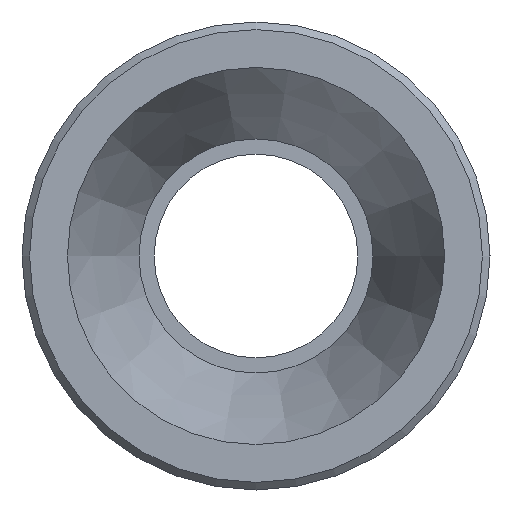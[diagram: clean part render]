
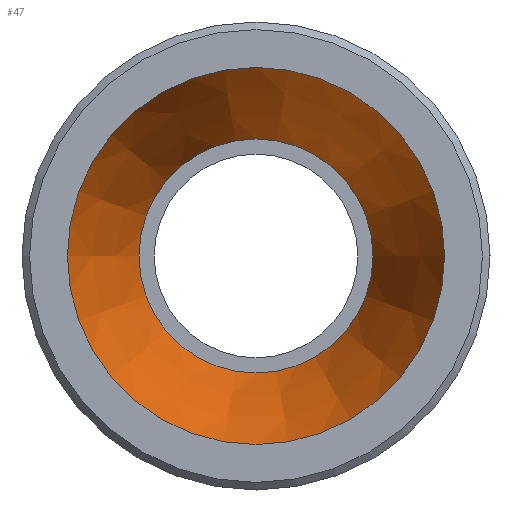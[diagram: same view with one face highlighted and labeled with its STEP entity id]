
A CAD part, left-side view. The second image highlights one B-rep face of the part: STEP entity #47.
In plain terms, the highlighted conical face has half-angle 21.931 degrees and reference radius 20.15 mm.
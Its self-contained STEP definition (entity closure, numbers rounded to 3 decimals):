
#47 = ADVANCED_FACE( '', ( #100, #101 ), #102, .F. );
#100 = FACE_BOUND( '', #159, .T. );
#101 = FACE_OUTER_BOUND( '', #160, .T. );
#102 = CONICAL_SURFACE( '', #161, 20.15, 0.383 );
#159 = EDGE_LOOP( '', ( #222 ) );
#160 = EDGE_LOOP( '', ( #223 ) );
#161 = AXIS2_PLACEMENT_3D( '', #224, #225, #226 );
#222 = ORIENTED_EDGE( '', *, *, #284, .T. );
#223 = ORIENTED_EDGE( '', *, *, #270, .F. );
#224 = CARTESIAN_POINT( '', ( -21.25, 0., 0. ) );
#225 = DIRECTION( '', ( -1., 0., 0. ) );
#226 = DIRECTION( '', ( 0., -1., 0. ) );
#270 = EDGE_CURVE( '', #296, #296, #297, .T. );
#284 = EDGE_CURVE( '', #319, #319, #320, .T. );
#296 = VERTEX_POINT( '', #335 );
#297 = CIRCLE( '', #336, 20.15 );
#319 = VERTEX_POINT( '', #358 );
#320 = CIRCLE( '', #359, 12.5 );
#335 = CARTESIAN_POINT( '', ( -21.25, 20.15, 0. ) );
#336 = AXIS2_PLACEMENT_3D( '', #373, #374, #375 );
#358 = CARTESIAN_POINT( '', ( -2.25, 12.5, 0. ) );
#359 = AXIS2_PLACEMENT_3D( '', #400, #401, #402 );
#373 = CARTESIAN_POINT( '', ( -21.25, 0., 0. ) );
#374 = DIRECTION( '', ( 1., 0., 0. ) );
#375 = DIRECTION( '', ( 0., 1., 0. ) );
#400 = CARTESIAN_POINT( '', ( -2.25, 0., 0. ) );
#401 = DIRECTION( '', ( 1., 0., 0. ) );
#402 = DIRECTION( '', ( 0., 1., 0. ) );
